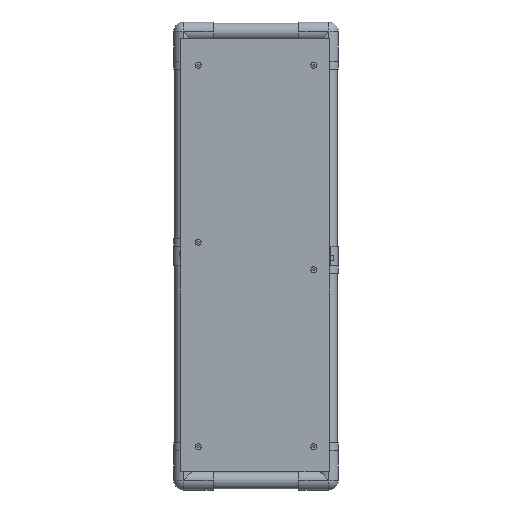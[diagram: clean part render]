
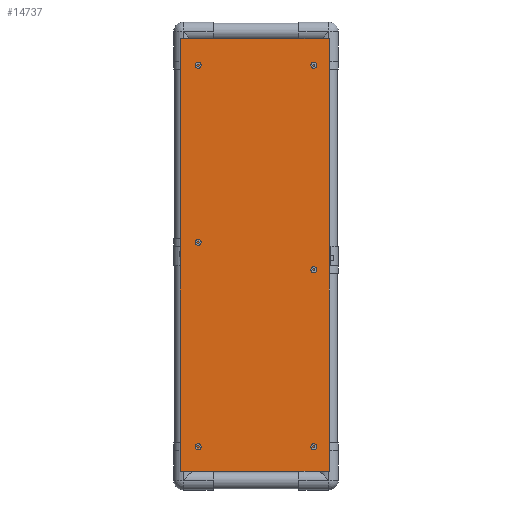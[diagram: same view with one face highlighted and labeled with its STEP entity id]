
A CAD part, front view. The second image highlights one B-rep face of the part: STEP entity #14737.
In plain terms, the highlighted planar face has unit normal (0, -1, 0).
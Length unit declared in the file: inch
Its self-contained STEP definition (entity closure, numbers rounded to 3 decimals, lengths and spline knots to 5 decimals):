
#90 = EDGE_CURVE ( 'NONE', #6279, #6326, #18226, .T. ) ;
#94 = EDGE_CURVE ( 'NONE', #6326, #6479, #18245, .T. ) ;
#2296 = CARTESIAN_POINT ( 'NONE',  ( 0., 0., -9.8 ) ) ;
#2422 = DIRECTION ( 'NONE',  ( 0., -1., 0. ) ) ;
#2662 = PLANE ( 'NONE',  #22096 ) ;
#2714 = DIRECTION ( 'NONE',  ( 0., 0., 1. ) ) ;
#2737 = CARTESIAN_POINT ( 'NONE',  ( 0., 0., 0. ) ) ;
#3124 = CARTESIAN_POINT ( 'NONE',  ( 0., 0., 0. ) ) ;
#3166 = DIRECTION ( 'NONE',  ( 1., 0., 0. ) ) ;
#3180 = DIRECTION ( 'NONE',  ( 0., 0., -1. ) ) ;
#3423 = ORIENTED_EDGE ( 'NONE', *, *, #94, .F. ) ;
#3728 = ORIENTED_EDGE ( 'NONE', *, *, #15993, .F. ) ;
#5437 = VECTOR ( 'NONE', #2714, 39.37008 ) ;
#5439 = LINE ( 'NONE', #3124, #5437 ) ;
#5444 = LINE ( 'NONE', #2737, #6087 ) ;
#5524 = FACE_OUTER_BOUND ( 'NONE', #17775, .T. ) ;
#6087 = VECTOR ( 'NONE', #3166, 39.37008 ) ;
#6263 = DIRECTION ( 'NONE',  ( -1., 0., 0. ) ) ;
#6279 = VERTEX_POINT ( 'NONE', #16376 ) ;
#6326 = VERTEX_POINT ( 'NONE', #16533 ) ;
#6435 = VERTEX_POINT ( 'NONE', #16594 ) ;
#6479 = VERTEX_POINT ( 'NONE', #16448 ) ;
#6605 = CARTESIAN_POINT ( 'NONE',  ( 28.5, 0., 0. ) ) ;
#6735 = DIRECTION ( 'NONE',  ( 0., 0., -1. ) ) ;
#6968 = CARTESIAN_POINT ( 'NONE',  ( 0., 0., -9.8 ) ) ;
#7388 = ORIENTED_EDGE ( 'NONE', *, *, #90, .F. ) ;
#7445 = ORIENTED_EDGE ( 'NONE', *, *, #15998, .F. ) ;
#14737 = ADVANCED_FACE ( 'NONE', ( #5524 ), #2662, .T. ) ;
#15993 = EDGE_CURVE ( 'NONE', #6479, #6435, #5439, .T. ) ;
#15998 = EDGE_CURVE ( 'NONE', #6435, #6279, #5444, .T. ) ;
#16376 = CARTESIAN_POINT ( 'NONE',  ( 28.5, 0., 0. ) ) ;
#16448 = CARTESIAN_POINT ( 'NONE',  ( 0., 0., -9.8 ) ) ;
#16533 = CARTESIAN_POINT ( 'NONE',  ( 28.5, 0., -9.8 ) ) ;
#16594 = CARTESIAN_POINT ( 'NONE',  ( 0., 0., 0. ) ) ;
#17775 = EDGE_LOOP ( 'NONE', ( #3728, #3423, #7388, #7445 ) ) ;
#18226 = LINE ( 'NONE', #6605, #18233 ) ;
#18233 = VECTOR ( 'NONE', #6735, 39.37008 ) ;
#18240 = VECTOR ( 'NONE', #6263, 39.37008 ) ;
#18245 = LINE ( 'NONE', #6968, #18240 ) ;
#22096 = AXIS2_PLACEMENT_3D ( 'NONE', #2296, #2422, #3180 ) ;
